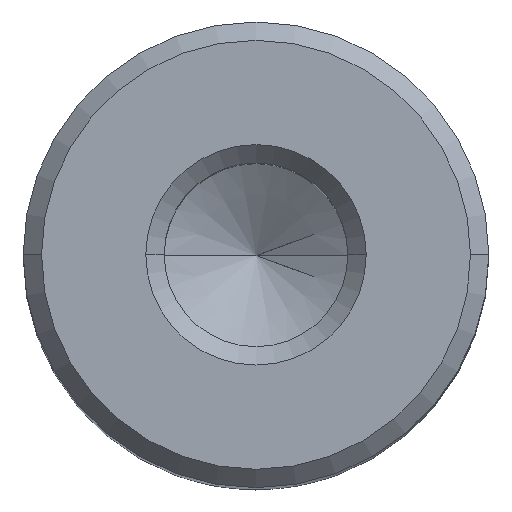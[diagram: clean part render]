
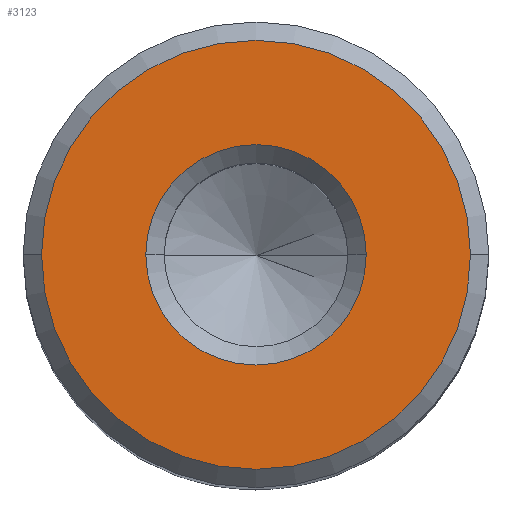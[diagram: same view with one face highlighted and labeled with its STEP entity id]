
A CAD part, top view. The second image highlights one B-rep face of the part: STEP entity #3123.
In plain terms, the highlighted planar face has unit normal (0, 0, 1).
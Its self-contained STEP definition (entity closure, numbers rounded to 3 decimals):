
#14 = EDGE_CURVE ( 'NONE', #2547, #768, #3368, .T. ) ;
#98 = AXIS2_PLACEMENT_3D ( 'NONE', #546, #2412, #257 ) ;
#160 = DIRECTION ( 'NONE',  ( 1., 0., 0. ) ) ;
#257 = DIRECTION ( 'NONE',  ( 1., 0., 0. ) ) ;
#441 = VERTEX_POINT ( 'NONE', #1003 ) ;
#542 = DIRECTION ( 'NONE',  ( 0., 0., 1. ) ) ;
#546 = CARTESIAN_POINT ( 'NONE',  ( 0., 0., 40. ) ) ;
#574 = DIRECTION ( 'NONE',  ( 1., 0., 0. ) ) ;
#673 = ORIENTED_EDGE ( 'NONE', *, *, #2442, .T. ) ;
#768 = VERTEX_POINT ( 'NONE', #1305 ) ;
#810 = DIRECTION ( 'NONE',  ( 0., 0., -1. ) ) ;
#880 = CIRCLE ( 'NONE', #98, 3. ) ;
#970 = CIRCLE ( 'NONE', #3312, 5.84 ) ;
#1003 = CARTESIAN_POINT ( 'NONE',  ( 5.84, 0., 40. ) ) ;
#1127 = CARTESIAN_POINT ( 'NONE',  ( -5.84, 0., 40. ) ) ;
#1168 = PLANE ( 'NONE',  #3669 ) ;
#1206 = DIRECTION ( 'NONE',  ( 0., 0., 1. ) ) ;
#1305 = CARTESIAN_POINT ( 'NONE',  ( 3., 0., 40. ) ) ;
#1374 = ORIENTED_EDGE ( 'NONE', *, *, #3447, .T. ) ;
#1466 = AXIS2_PLACEMENT_3D ( 'NONE', #2130, #1206, #574 ) ;
#1630 = AXIS2_PLACEMENT_3D ( 'NONE', #3225, #810, #160 ) ;
#1769 = DIRECTION ( 'NONE',  ( 1., 0., 0. ) ) ;
#2053 = EDGE_LOOP ( 'NONE', ( #1374, #673 ) ) ;
#2073 = CARTESIAN_POINT ( 'NONE',  ( 0., 0., 40. ) ) ;
#2130 = CARTESIAN_POINT ( 'NONE',  ( 0., 0., 40. ) ) ;
#2253 = ORIENTED_EDGE ( 'NONE', *, *, #14, .T. ) ;
#2412 = DIRECTION ( 'NONE',  ( 0., 0., -1. ) ) ;
#2442 = EDGE_CURVE ( 'NONE', #441, #3833, #970, .T. ) ;
#2547 = VERTEX_POINT ( 'NONE', #3291 ) ;
#2962 = FACE_BOUND ( 'NONE', #3445, .T. ) ;
#3017 = CARTESIAN_POINT ( 'NONE',  ( 0., 0., 40. ) ) ;
#3123 = ADVANCED_FACE ( 'NONE', ( #2962, #3931 ), #1168, .T. ) ;
#3225 = CARTESIAN_POINT ( 'NONE',  ( 0., 0., 40. ) ) ;
#3286 = DIRECTION ( 'NONE',  ( 0., 0., 1. ) ) ;
#3291 = CARTESIAN_POINT ( 'NONE',  ( -3., 0., 40. ) ) ;
#3306 = DIRECTION ( 'NONE',  ( 1., 0., 0. ) ) ;
#3312 = AXIS2_PLACEMENT_3D ( 'NONE', #2073, #542, #1769 ) ;
#3368 = CIRCLE ( 'NONE', #1630, 3. ) ;
#3445 = EDGE_LOOP ( 'NONE', ( #3729, #2253 ) ) ;
#3447 = EDGE_CURVE ( 'NONE', #3833, #441, #3764, .T. ) ;
#3669 = AXIS2_PLACEMENT_3D ( 'NONE', #3017, #3286, #3306 ) ;
#3729 = ORIENTED_EDGE ( 'NONE', *, *, #3790, .T. ) ;
#3764 = CIRCLE ( 'NONE', #1466, 5.84 ) ;
#3790 = EDGE_CURVE ( 'NONE', #768, #2547, #880, .T. ) ;
#3833 = VERTEX_POINT ( 'NONE', #1127 ) ;
#3931 = FACE_OUTER_BOUND ( 'NONE', #2053, .T. ) ;
